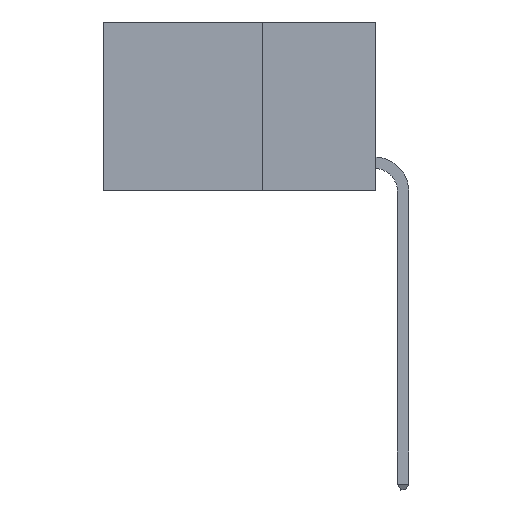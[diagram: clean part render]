
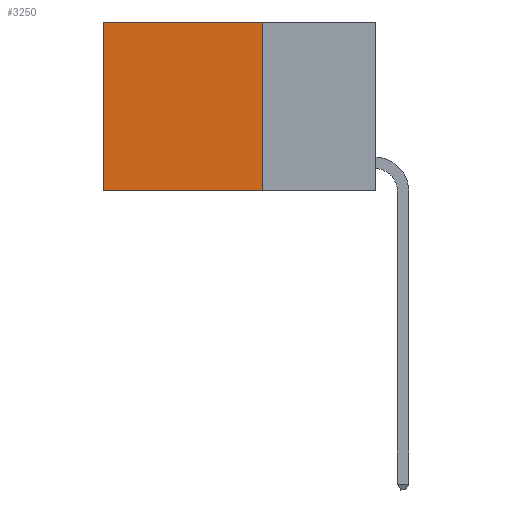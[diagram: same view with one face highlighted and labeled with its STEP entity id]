
A CAD part, left-side view. The second image highlights one B-rep face of the part: STEP entity #3250.
In plain terms, the highlighted planar face has unit normal (-1, 0, 0).
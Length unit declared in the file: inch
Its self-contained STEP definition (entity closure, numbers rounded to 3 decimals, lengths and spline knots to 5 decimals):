
#708 = EDGE_CURVE ( 'NONE', #5050, #4500, #4670, .T. ) ;
#811 = VECTOR ( 'NONE', #6080, 39.37008 ) ;
#853 = CARTESIAN_POINT ( 'NONE',  ( 0.2625, 0.25, 0. ) ) ;
#1046 = ORIENTED_EDGE ( 'NONE', *, *, #1467, .T. ) ;
#1467 = EDGE_CURVE ( 'NONE', #5050, #7310, #3503, .T. ) ;
#1659 = PLANE ( 'NONE',  #1886 ) ;
#1870 = VECTOR ( 'NONE', #7888, 39.37008 ) ;
#1886 = AXIS2_PLACEMENT_3D ( 'NONE', #853, #4127, #9031 ) ;
#1979 = VERTEX_POINT ( 'NONE', #5449 ) ;
#2659 = LINE ( 'NONE', #6055, #6700 ) ;
#2694 = CARTESIAN_POINT ( 'NONE',  ( 0.2625, 0.6, 0. ) ) ;
#2843 = CARTESIAN_POINT ( 'NONE',  ( 0.2625, 0.25, 0. ) ) ;
#3250 = ADVANCED_FACE ( 'NONE', ( #4230 ), #1659, .F. ) ;
#3503 = LINE ( 'NONE', #2843, #3913 ) ;
#3879 = EDGE_CURVE ( 'NONE', #4500, #1979, #7938, .T. ) ;
#3913 = VECTOR ( 'NONE', #5201, 39.37008 ) ;
#4127 = DIRECTION ( 'NONE',  ( 1., 0., 0. ) ) ;
#4230 = FACE_OUTER_BOUND ( 'NONE', #4362, .T. ) ;
#4362 = EDGE_LOOP ( 'NONE', ( #7116, #8630, #5909, #1046 ) ) ;
#4500 = VERTEX_POINT ( 'NONE', #9633 ) ;
#4670 = LINE ( 'NONE', #8671, #811 ) ;
#4731 = CARTESIAN_POINT ( 'NONE',  ( 0.2625, 0.25, -0.37 ) ) ;
#5050 = VERTEX_POINT ( 'NONE', #6101 ) ;
#5170 = DIRECTION ( 'NONE',  ( 0., 0., -1. ) ) ;
#5201 = DIRECTION ( 'NONE',  ( 0., 1., 0. ) ) ;
#5449 = CARTESIAN_POINT ( 'NONE',  ( 0.2625, 0.6, -0.37 ) ) ;
#5909 = ORIENTED_EDGE ( 'NONE', *, *, #708, .F. ) ;
#6055 = CARTESIAN_POINT ( 'NONE',  ( 0.2625, 0.6, 0. ) ) ;
#6080 = DIRECTION ( 'NONE',  ( 0., 0., -1. ) ) ;
#6101 = CARTESIAN_POINT ( 'NONE',  ( 0.2625, 0.25, 0. ) ) ;
#6700 = VECTOR ( 'NONE', #5170, 39.37008 ) ;
#7116 = ORIENTED_EDGE ( 'NONE', *, *, #8468, .T. ) ;
#7310 = VERTEX_POINT ( 'NONE', #2694 ) ;
#7888 = DIRECTION ( 'NONE',  ( 0., 1., 0. ) ) ;
#7938 = LINE ( 'NONE', #4731, #1870 ) ;
#8468 = EDGE_CURVE ( 'NONE', #7310, #1979, #2659, .T. ) ;
#8630 = ORIENTED_EDGE ( 'NONE', *, *, #3879, .F. ) ;
#8671 = CARTESIAN_POINT ( 'NONE',  ( 0.2625, 0.25, 0. ) ) ;
#9031 = DIRECTION ( 'NONE',  ( 0., 0., -1. ) ) ;
#9633 = CARTESIAN_POINT ( 'NONE',  ( 0.2625, 0.25, -0.37 ) ) ;
